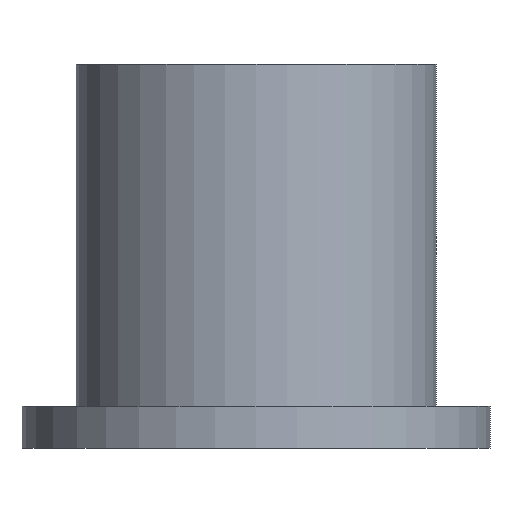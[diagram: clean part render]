
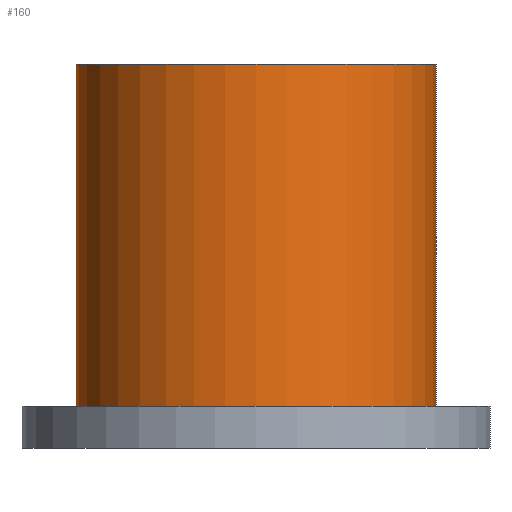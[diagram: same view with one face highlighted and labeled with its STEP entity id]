
A CAD part, front view. The second image highlights one B-rep face of the part: STEP entity #160.
In plain terms, the highlighted cylindrical face has radius 15 mm (diameter 30 mm), a partial arc.
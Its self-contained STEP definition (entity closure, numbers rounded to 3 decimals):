
#5 = VERTEX_POINT ( 'NONE', #138 ) ;
#10 = ORIENTED_EDGE ( 'NONE', *, *, #197, .T. ) ;
#18 = DIRECTION ( 'NONE',  ( -1., 0., 0. ) ) ;
#25 = EDGE_CURVE ( 'NONE', #30, #185, #133, .T. ) ;
#29 = DIRECTION ( 'NONE',  ( 0., 0., 1. ) ) ;
#30 = VERTEX_POINT ( 'NONE', #34 ) ;
#32 = VERTEX_POINT ( 'NONE', #282 ) ;
#33 = EDGE_CURVE ( 'NONE', #5, #32, #229, .T. ) ;
#34 = CARTESIAN_POINT ( 'NONE',  ( 15., 0., 3.5 ) ) ;
#36 = CYLINDRICAL_SURFACE ( 'NONE', #239, 15. ) ;
#50 = AXIS2_PLACEMENT_3D ( 'NONE', #51, #29, #137 ) ;
#51 = CARTESIAN_POINT ( 'NONE',  ( 0., 0., 32. ) ) ;
#76 = VECTOR ( 'NONE', #263, 1000. ) ;
#90 = ORIENTED_EDGE ( 'NONE', *, *, #25, .F. ) ;
#92 = DIRECTION ( 'NONE',  ( 0., 0., -1. ) ) ;
#94 = LINE ( 'NONE', #203, #76 ) ;
#122 = CARTESIAN_POINT ( 'NONE',  ( -15., 0., 3.5 ) ) ;
#125 = DIRECTION ( 'NONE',  ( 0., 0., -1. ) ) ;
#129 = FACE_OUTER_BOUND ( 'NONE', #265, .T. ) ;
#133 = CIRCLE ( 'NONE', #225, 15. ) ;
#137 = DIRECTION ( 'NONE',  ( 1., 0., 0. ) ) ;
#138 = CARTESIAN_POINT ( 'NONE',  ( -15., 0., 32. ) ) ;
#154 = EDGE_CURVE ( 'NONE', #32, #30, #94, .T. ) ;
#158 = LINE ( 'NONE', #293, #289 ) ;
#160 = ADVANCED_FACE ( 'NONE', ( #129 ), #36, .T. ) ;
#173 = CARTESIAN_POINT ( 'NONE',  ( 0., 0., 3.5 ) ) ;
#181 = ORIENTED_EDGE ( 'NONE', *, *, #154, .F. ) ;
#185 = VERTEX_POINT ( 'NONE', #122 ) ;
#197 = EDGE_CURVE ( 'NONE', #5, #185, #158, .T. ) ;
#203 = CARTESIAN_POINT ( 'NONE',  ( 15., 0., 32. ) ) ;
#222 = DIRECTION ( 'NONE',  ( 0., 0., -1. ) ) ;
#225 = AXIS2_PLACEMENT_3D ( 'NONE', #173, #92, #244 ) ;
#226 = CARTESIAN_POINT ( 'NONE',  ( 0., 0., 32. ) ) ;
#229 = CIRCLE ( 'NONE', #50, 15. ) ;
#239 = AXIS2_PLACEMENT_3D ( 'NONE', #226, #222, #18 ) ;
#244 = DIRECTION ( 'NONE',  ( -1., 0., 0. ) ) ;
#263 = DIRECTION ( 'NONE',  ( 0., 0., -1. ) ) ;
#265 = EDGE_LOOP ( 'NONE', ( #181, #283, #10, #90 ) ) ;
#282 = CARTESIAN_POINT ( 'NONE',  ( 15., 0., 32. ) ) ;
#283 = ORIENTED_EDGE ( 'NONE', *, *, #33, .F. ) ;
#289 = VECTOR ( 'NONE', #125, 1000. ) ;
#293 = CARTESIAN_POINT ( 'NONE',  ( -15., 0., 32. ) ) ;
